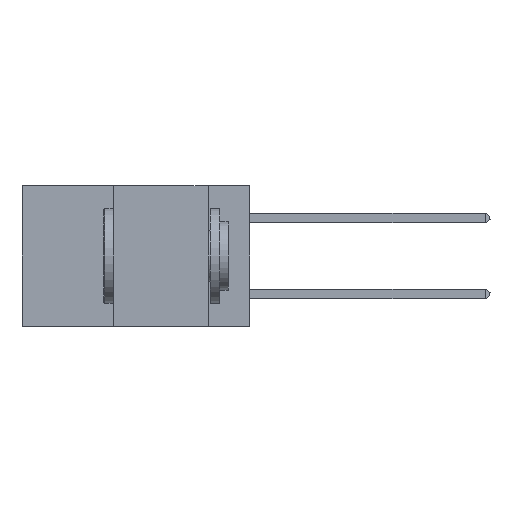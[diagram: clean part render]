
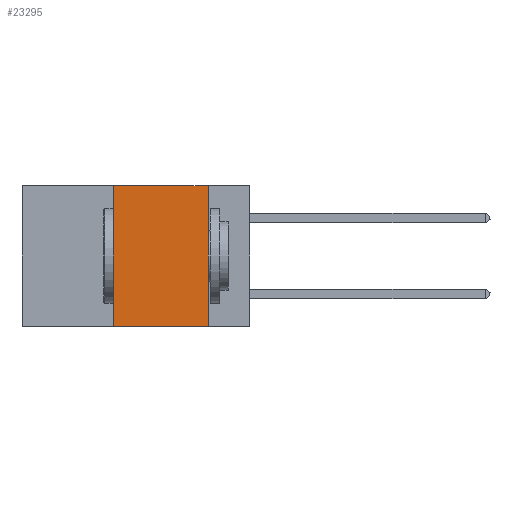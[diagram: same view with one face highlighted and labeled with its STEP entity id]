
A CAD part, left-side view. The second image highlights one B-rep face of the part: STEP entity #23295.
In plain terms, the highlighted planar face has unit normal (-1, 0, 0).
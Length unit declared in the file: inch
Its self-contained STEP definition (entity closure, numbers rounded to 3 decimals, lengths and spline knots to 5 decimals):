
#2121 = DIRECTION ( 'NONE',  ( 0., 0., 1. ) ) ;
#2862 = CARTESIAN_POINT ( 'NONE',  ( 0., 0.6, -0.37 ) ) ;
#3589 = ORIENTED_EDGE ( 'NONE', *, *, #28804, .F. ) ;
#4234 = PLANE ( 'NONE',  #17268 ) ;
#4728 = DIRECTION ( 'NONE',  ( 0., 0., -1. ) ) ;
#5763 = VERTEX_POINT ( 'NONE', #11114 ) ;
#5821 = LINE ( 'NONE', #21235, #17691 ) ;
#6196 = ORIENTED_EDGE ( 'NONE', *, *, #17154, .T. ) ;
#6797 = LINE ( 'NONE', #21094, #22651 ) ;
#8989 = CARTESIAN_POINT ( 'NONE',  ( 0., 0.6, 0. ) ) ;
#9187 = EDGE_CURVE ( 'NONE', #29077, #24455, #6797, .T. ) ;
#10152 = VECTOR ( 'NONE', #28671, 39.37008 ) ;
#10915 = CARTESIAN_POINT ( 'NONE',  ( 0., 0.36, 0. ) ) ;
#11114 = CARTESIAN_POINT ( 'NONE',  ( 0., 0.11, 0. ) ) ;
#11382 = DIRECTION ( 'NONE',  ( 0., 0., -1. ) ) ;
#12361 = FACE_OUTER_BOUND ( 'NONE', #29697, .T. ) ;
#13019 = DIRECTION ( 'NONE',  ( 0., -1., 0. ) ) ;
#14462 = VECTOR ( 'NONE', #13019, 39.37008 ) ;
#16453 = LINE ( 'NONE', #2862, #10152 ) ;
#17154 = EDGE_CURVE ( 'NONE', #29077, #27844, #16453, .T. ) ;
#17268 = AXIS2_PLACEMENT_3D ( 'NONE', #8989, #25428, #11382 ) ;
#17691 = VECTOR ( 'NONE', #4728, 39.37008 ) ;
#19375 = ORIENTED_EDGE ( 'NONE', *, *, #9187, .F. ) ;
#20408 = ORIENTED_EDGE ( 'NONE', *, *, #20659, .F. ) ;
#20659 = EDGE_CURVE ( 'NONE', #5763, #27844, #5821, .T. ) ;
#20724 = LINE ( 'NONE', #22396, #14462 ) ;
#21094 = CARTESIAN_POINT ( 'NONE',  ( 0., 0.36, 0. ) ) ;
#21235 = CARTESIAN_POINT ( 'NONE',  ( 0., 0.11, 0. ) ) ;
#21352 = CARTESIAN_POINT ( 'NONE',  ( 0., 0.36, -0.37 ) ) ;
#22396 = CARTESIAN_POINT ( 'NONE',  ( 0., 0.6, 0. ) ) ;
#22651 = VECTOR ( 'NONE', #2121, 39.37008 ) ;
#23295 = ADVANCED_FACE ( 'NONE', ( #12361 ), #4234, .F. ) ;
#24455 = VERTEX_POINT ( 'NONE', #10915 ) ;
#25428 = DIRECTION ( 'NONE',  ( 1., 0., 0. ) ) ;
#27844 = VERTEX_POINT ( 'NONE', #28316 ) ;
#28316 = CARTESIAN_POINT ( 'NONE',  ( 0., 0.11, -0.37 ) ) ;
#28671 = DIRECTION ( 'NONE',  ( 0., -1., 0. ) ) ;
#28804 = EDGE_CURVE ( 'NONE', #24455, #5763, #20724, .T. ) ;
#29077 = VERTEX_POINT ( 'NONE', #21352 ) ;
#29697 = EDGE_LOOP ( 'NONE', ( #20408, #3589, #19375, #6196 ) ) ;
